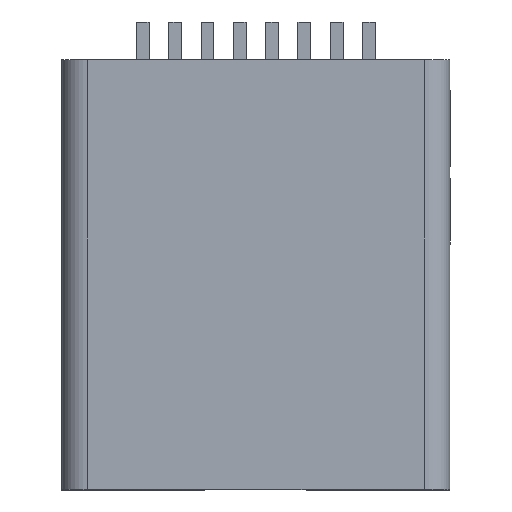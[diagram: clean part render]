
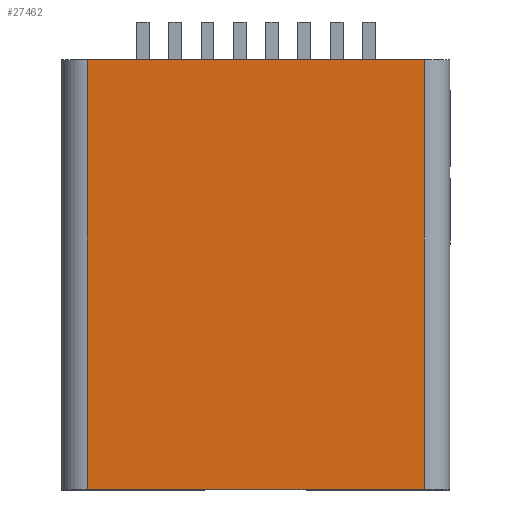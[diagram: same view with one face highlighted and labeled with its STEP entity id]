
A CAD part, top view. The second image highlights one B-rep face of the part: STEP entity #27462.
In plain terms, the highlighted planar face has unit normal (0, 0, 1).
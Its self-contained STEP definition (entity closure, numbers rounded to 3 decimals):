
#7910=DIRECTION('',(0.,1.,0.));
#7911=VECTOR('',#7910,16.89);
#7912=CARTESIAN_POINT('',(6.62,-8.445,11.73));
#7913=LINE('',#7912,#7911);
#7914=DIRECTION('',(1.,0.,0.));
#7915=VECTOR('',#7914,13.24);
#7916=CARTESIAN_POINT('',(-6.62,-8.445,11.73));
#7917=LINE('',#7916,#7915);
#7918=DIRECTION('',(0.,-1.,0.));
#7919=VECTOR('',#7918,16.89);
#7920=CARTESIAN_POINT('',(-6.62,8.445,11.73));
#7921=LINE('',#7920,#7919);
#7922=DIRECTION('',(-1.,0.,0.));
#7923=VECTOR('',#7922,13.24);
#7924=CARTESIAN_POINT('',(6.62,8.445,11.73));
#7925=LINE('',#7924,#7923);
#9873=CARTESIAN_POINT('',(6.62,8.445,11.73));
#9875=VERTEX_POINT('',#9873);
#9879=CARTESIAN_POINT('',(6.62,-8.445,11.73));
#9880=VERTEX_POINT('',#9879);
#9881=CARTESIAN_POINT('',(-6.62,-8.445,11.73));
#9883=VERTEX_POINT('',#9881);
#9887=CARTESIAN_POINT('',(-6.62,8.445,11.73));
#9888=VERTEX_POINT('',#9887);
#27450=CARTESIAN_POINT('',(0.,0.,11.73));
#27451=DIRECTION('',(0.,0.,1.));
#27452=DIRECTION('',(1.,0.,0.));
#27453=AXIS2_PLACEMENT_3D('',#27450,#27451,#27452);
#27454=PLANE('',#27453);
#27455=ORIENTED_EDGE('',*,*,#27438,.F.);
#27456=ORIENTED_EDGE('',*,*,#14958,.F.);
#27458=ORIENTED_EDGE('',*,*,#27457,.F.);
#27459=ORIENTED_EDGE('',*,*,#21922,.F.);
#27460=EDGE_LOOP('',(#27455,#27456,#27458,#27459));
#27461=FACE_OUTER_BOUND('',#27460,.F.);
#14958=EDGE_CURVE('',#9883,#9880,#7917,.T.);
#21922=EDGE_CURVE('',#9875,#9888,#7925,.T.);
#27438=EDGE_CURVE('',#9880,#9875,#7913,.T.);
#27457=EDGE_CURVE('',#9888,#9883,#7921,.T.);
#27462=ADVANCED_FACE('',(#27461),#27454,.T.);
